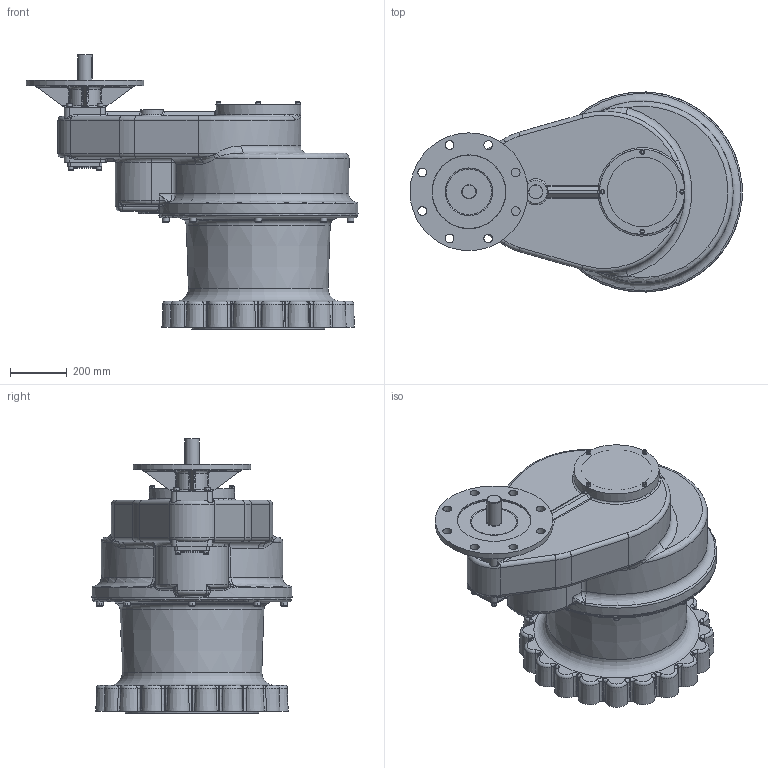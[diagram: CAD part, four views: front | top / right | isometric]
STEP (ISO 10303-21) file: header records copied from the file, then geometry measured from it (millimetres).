
FILE_DESCRIPTION( ( 'Unknown' ), '1' );
FILE_NAME( 'PUBIS21-6-F35-F60_simplified.stp', 'Unknown', ( 'Unknown' ), ( 'Unknown' ), 'PSStep 16.0.42', 'Unknown', ' ' );
FILE_SCHEMA( ( 'AUTOMOTIVE_DESIGN { 1 0 10303 214 1 1 1 1 }' ) );
Length unit declared in the file: millimetre
Products named in the file (5): 1; 2; 3; 4; 5
Bounding box: 1168.96 x 704.35 x 967.97 mm (x, y, z)
Volume: 97807989.4 mm3; surface area: 6455582.1 mm2
Topology: 5 solids, 50 shells, 2612 faces, 6827 edges, 4382 vertices
Faces by surface type: plane 1171, cylinder 732, bspline 318, torus 195, cone 163, extrusion 19, sphere 14
Full cylindrical faces by diameter (mm): 8.5 x4, 10 x4, 10.2 x4, 11.5 x4, 12 x8, 13 x4, 14 x12, 16 x12, 16.5 x12, 18 x8, 24 x8, 31 x8, 31.67 x40, 44.565 x1, 50 x7, 54.555 x1, 55 x1, 55.11 x1, 60 x3, 80 x2, 82 x1, 90 x3, 94 x1, 99.55 x1, 99.56 x1, 100 x1, 105 x6, 245 x1, 255.5 x1, 260 x3
Entity records: 161445 total; most frequent: CARTESIAN_POINT 82188, ORIENTED_EDGE 12452, DIRECTION 11466, EDGE_CURVE 6226, AXIS2_PLACEMENT_3D 4585, VERTEX_POINT 4199, EDGE_LOOP 3151, FACE_OUTER_BOUND 2857
